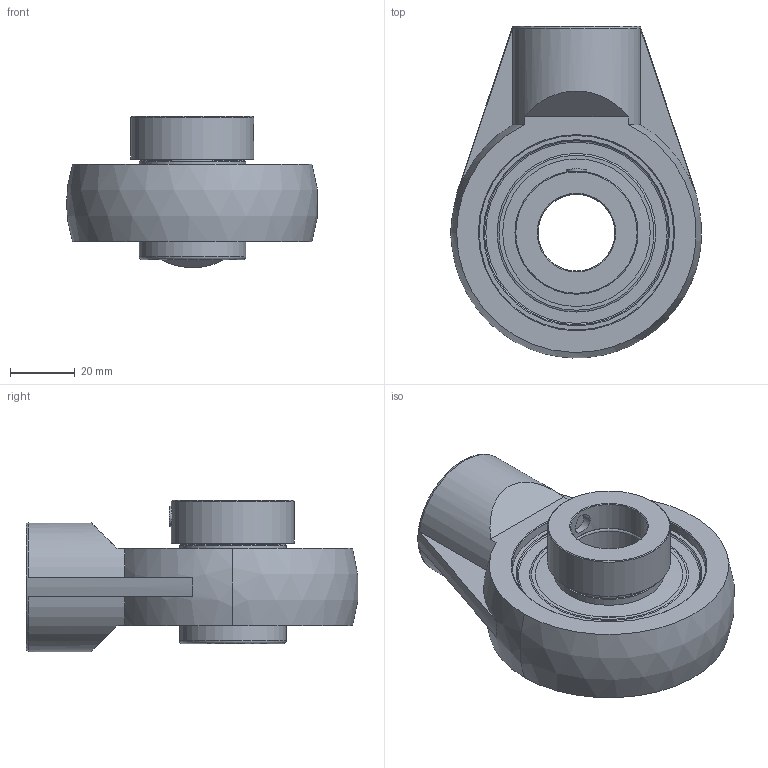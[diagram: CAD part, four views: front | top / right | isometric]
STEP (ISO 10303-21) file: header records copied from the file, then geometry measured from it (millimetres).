
FILE_DESCRIPTION(('HOOPS Exchange Step'),'2;1');
FILE_NAME('export-9A0C5D59-03E4-41EC-A2EE-C73823B312F5.stp','2020-05-19T08:16:43-07:00',('dkerr'),('Alibre'),'HOOPS Exchange 2020.0','Alibre','Unknown authorisation');
FILE_SCHEMA( ('AP242_MANAGED_MODEL_BASED_3D_ENGINEERING_MIM_LF {1 0 10303 442 1 1 4 }') );
Length unit declared in the file: inch
Products named in the file (8): MRN SHAM L4L 205; SHC 205-15 (Collar); SHC 205 (Setscrew); SHC 205 (Shield); SHC 205 (Ball Bearings); SHC 205-15 L4L (0.9375inch) (Race); MRN SHC 205-15 L4L (0.9375inch); MRN SHCSHAM 205-15 L4L (0.9375inch)
Assembly tree (7 placements, depth 3):
  MRN SHCSHAM 205-15 L4L (0.9375inch)
    MRN SHAM L4L 205
    MRN SHC 205-15 L4L (0.9375inch)
      SHC 205-15 (Collar)
      SHC 205 (Setscrew)
      SHC 205 (Shield)
      SHC 205 (Ball Bearings)
      SHC 205-15 L4L (0.9375inch) (Race)
Bounding box: 77.72 x 102.77 x 46.9 mm (x, y, z)
Volume: 118784.9 mm3; surface area: 44068.2 mm2
Topology: 16 solids, 16 shells, 128 faces, 346 edges, 235 vertices
Faces by surface type: plane 45, cylinder 37, cone 17, sphere 14, torus 11, bspline 4
Full cylindrical faces by diameter (mm): 6.35 x3, 19.05 x1, 23.812 x2, 30.683 x2, 33.02 x4, 34.036 x2, 38.1 x1, 44.45 x2, 45.72 x4, 57.143 x1, 60.25 x1
Entity records: 6099 total; most frequent: CARTESIAN_POINT 2600, DIRECTION 760, ORIENTED_EDGE 648, AXIS2_PLACEMENT_3D 330, EDGE_CURVE 324, VERTEX_POINT 235, CIRCLE 177, EDGE_LOOP 149
